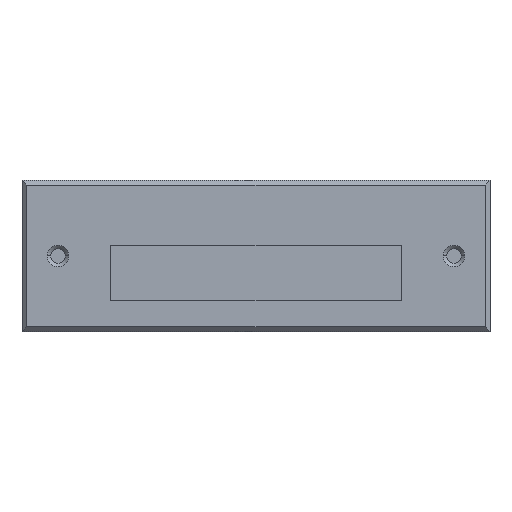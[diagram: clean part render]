
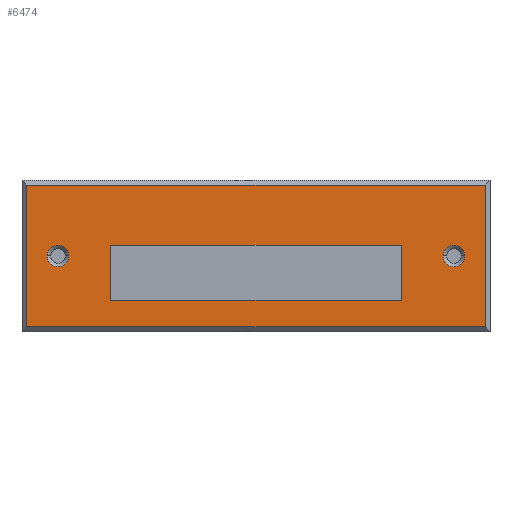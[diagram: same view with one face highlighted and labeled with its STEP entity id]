
A CAD part, top view. The second image highlights one B-rep face of the part: STEP entity #6474.
In plain terms, the highlighted planar face has unit normal (0, 0, 1).
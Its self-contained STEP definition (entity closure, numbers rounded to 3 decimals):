
#85 = CARTESIAN_POINT ( 'NONE',  ( -60.5, 4.5, 4. ) ) ;
#103 = CIRCLE ( 'NONE', #3803, 4.5 ) ;
#145 = CARTESIAN_POINT ( 'NONE',  ( 78., 0., 4. ) ) ;
#270 = VERTEX_POINT ( 'NONE', #145 ) ;
#332 = AXIS2_PLACEMENT_3D ( 'NONE', #9041, #492, #5470 ) ;
#333 = LINE ( 'NONE', #5600, #2030 ) ;
#466 = VERTEX_POINT ( 'NONE', #2798 ) ;
#480 = CARTESIAN_POINT ( 'NONE',  ( 0., -29.5, 4. ) ) ;
#492 = DIRECTION ( 'NONE',  ( 0., 0., -1. ) ) ;
#649 = VECTOR ( 'NONE', #7594, 1000. ) ;
#741 = CARTESIAN_POINT ( 'NONE',  ( 82.5, 0., 4. ) ) ;
#839 = ORIENTED_EDGE ( 'NONE', *, *, #2012, .F. ) ;
#1080 = VERTEX_POINT ( 'NONE', #1088 ) ;
#1088 = CARTESIAN_POINT ( 'NONE',  ( -78., 0., 4. ) ) ;
#1236 = CIRCLE ( 'NONE', #9255, 4.5 ) ;
#1374 = DIRECTION ( 'NONE',  ( 0., 0., -1. ) ) ;
#1468 = DIRECTION ( 'NONE',  ( -1., 0., 0. ) ) ;
#1470 = LINE ( 'NONE', #4318, #3248 ) ;
#1495 = DIRECTION ( 'NONE',  ( -1., 0., 0. ) ) ;
#1623 = ORIENTED_EDGE ( 'NONE', *, *, #5532, .T. ) ;
#1686 = LINE ( 'NONE', #3108, #5247 ) ;
#1767 = DIRECTION ( 'NONE',  ( 0., 1., 0. ) ) ;
#1883 = EDGE_CURVE ( 'NONE', #6247, #6830, #5325, .T. ) ;
#1915 = DIRECTION ( 'NONE',  ( 0., -1., 0. ) ) ;
#1935 = CARTESIAN_POINT ( 'NONE',  ( 82.5, 0., 4. ) ) ;
#2008 = VERTEX_POINT ( 'NONE', #7559 ) ;
#2012 = EDGE_CURVE ( 'NONE', #466, #6247, #2326, .T. ) ;
#2030 = VECTOR ( 'NONE', #2745, 1000. ) ;
#2148 = FACE_BOUND ( 'NONE', #8658, .T. ) ;
#2216 = CARTESIAN_POINT ( 'NONE',  ( 95.5, 29.5, 4. ) ) ;
#2245 = VECTOR ( 'NONE', #7603, 1000. ) ;
#2326 = LINE ( 'NONE', #2637, #649 ) ;
#2337 = AXIS2_PLACEMENT_3D ( 'NONE', #4183, #9172, #4896 ) ;
#2494 = CARTESIAN_POINT ( 'NONE',  ( 60.5, -18.5, 4. ) ) ;
#2621 = LINE ( 'NONE', #7843, #6167 ) ;
#2637 = CARTESIAN_POINT ( 'NONE',  ( -60.5, 4.5, 4. ) ) ;
#2649 = DIRECTION ( 'NONE',  ( -1., 0., 0. ) ) ;
#2745 = DIRECTION ( 'NONE',  ( 0., 1., 0. ) ) ;
#2791 = VERTEX_POINT ( 'NONE', #3259 ) ;
#2798 = CARTESIAN_POINT ( 'NONE',  ( 60.5, 4.5, 4. ) ) ;
#2873 = AXIS2_PLACEMENT_3D ( 'NONE', #741, #5730, #1468 ) ;
#3048 = CARTESIAN_POINT ( 'NONE',  ( 87., 0., 4. ) ) ;
#3108 = CARTESIAN_POINT ( 'NONE',  ( -95.5, 0., 4. ) ) ;
#3248 = VECTOR ( 'NONE', #1495, 1000. ) ;
#3259 = CARTESIAN_POINT ( 'NONE',  ( -95.5, 29.5, 4. ) ) ;
#3357 = FACE_BOUND ( 'NONE', #7494, .T. ) ;
#3527 = ORIENTED_EDGE ( 'NONE', *, *, #7105, .T. ) ;
#3554 = EDGE_LOOP ( 'NONE', ( #5938, #8386, #839, #6779 ) ) ;
#3583 = VECTOR ( 'NONE', #1767, 1000. ) ;
#3623 = EDGE_CURVE ( 'NONE', #6830, #2008, #2621, .T. ) ;
#3759 = CARTESIAN_POINT ( 'NONE',  ( -60.5, -18.5, 4. ) ) ;
#3798 = VERTEX_POINT ( 'NONE', #3048 ) ;
#3803 = AXIS2_PLACEMENT_3D ( 'NONE', #5629, #1374, #6349 ) ;
#3987 = ORIENTED_EDGE ( 'NONE', *, *, #4458, .T. ) ;
#4034 = CARTESIAN_POINT ( 'NONE',  ( -60.5, -18.5, 4. ) ) ;
#4183 = CARTESIAN_POINT ( 'NONE',  ( -82.5, 0., 4. ) ) ;
#4318 = CARTESIAN_POINT ( 'NONE',  ( 0., 29.5, 4. ) ) ;
#4346 = LINE ( 'NONE', #480, #2245 ) ;
#4359 = VERTEX_POINT ( 'NONE', #4445 ) ;
#4361 = EDGE_LOOP ( 'NONE', ( #1623, #7298, #5043, #3987 ) ) ;
#4445 = CARTESIAN_POINT ( 'NONE',  ( -87., 0., 4. ) ) ;
#4458 = EDGE_CURVE ( 'NONE', #2791, #4474, #1686, .T. ) ;
#4474 = VERTEX_POINT ( 'NONE', #8849 ) ;
#4562 = DIRECTION ( 'NONE',  ( 0., -1., 0. ) ) ;
#4826 = VERTEX_POINT ( 'NONE', #5038 ) ;
#4827 = EDGE_CURVE ( 'NONE', #4843, #2791, #1470, .T. ) ;
#4843 = VERTEX_POINT ( 'NONE', #2216 ) ;
#4896 = DIRECTION ( 'NONE',  ( -1., 0., 0. ) ) ;
#5038 = CARTESIAN_POINT ( 'NONE',  ( 95.5, -29.5, 4. ) ) ;
#5043 = ORIENTED_EDGE ( 'NONE', *, *, #4827, .T. ) ;
#5079 = EDGE_CURVE ( 'NONE', #270, #3798, #1236, .T. ) ;
#5116 = VECTOR ( 'NONE', #1915, 1000. ) ;
#5184 = EDGE_CURVE ( 'NONE', #4826, #4843, #333, .T. ) ;
#5193 = EDGE_CURVE ( 'NONE', #4359, #1080, #103, .T. ) ;
#5244 = FACE_OUTER_BOUND ( 'NONE', #4361, .T. ) ;
#5247 = VECTOR ( 'NONE', #4562, 1000. ) ;
#5259 = ORIENTED_EDGE ( 'NONE', *, *, #5193, .T. ) ;
#5325 = LINE ( 'NONE', #4034, #5116 ) ;
#5404 = EDGE_CURVE ( 'NONE', #2008, #466, #9285, .T. ) ;
#5470 = DIRECTION ( 'NONE',  ( -1., 0., 0. ) ) ;
#5532 = EDGE_CURVE ( 'NONE', #4474, #4826, #4346, .T. ) ;
#5600 = CARTESIAN_POINT ( 'NONE',  ( 95.5, 0., 4. ) ) ;
#5629 = CARTESIAN_POINT ( 'NONE',  ( -82.5, 0., 4. ) ) ;
#5730 = DIRECTION ( 'NONE',  ( 0., 0., -1. ) ) ;
#5758 = CIRCLE ( 'NONE', #2337, 4.5 ) ;
#5938 = ORIENTED_EDGE ( 'NONE', *, *, #3623, .F. ) ;
#6167 = VECTOR ( 'NONE', #8570, 1000. ) ;
#6247 = VERTEX_POINT ( 'NONE', #85 ) ;
#6349 = DIRECTION ( 'NONE',  ( -1., 0., 0. ) ) ;
#6474 = ADVANCED_FACE ( 'NONE', ( #9046, #5244, #2148, #3357 ), #8316, .F. ) ;
#6779 = ORIENTED_EDGE ( 'NONE', *, *, #5404, .F. ) ;
#6830 = VERTEX_POINT ( 'NONE', #3759 ) ;
#6891 = DIRECTION ( 'NONE',  ( 0., 0., -1. ) ) ;
#7105 = EDGE_CURVE ( 'NONE', #3798, #270, #7213, .T. ) ;
#7213 = CIRCLE ( 'NONE', #2873, 4.5 ) ;
#7298 = ORIENTED_EDGE ( 'NONE', *, *, #5184, .T. ) ;
#7494 = EDGE_LOOP ( 'NONE', ( #8471, #5259 ) ) ;
#7559 = CARTESIAN_POINT ( 'NONE',  ( 60.5, -18.5, 4. ) ) ;
#7594 = DIRECTION ( 'NONE',  ( -1., 0., 0. ) ) ;
#7603 = DIRECTION ( 'NONE',  ( 1., 0., 0. ) ) ;
#7728 = ORIENTED_EDGE ( 'NONE', *, *, #5079, .T. ) ;
#7811 = EDGE_CURVE ( 'NONE', #1080, #4359, #5758, .T. ) ;
#7843 = CARTESIAN_POINT ( 'NONE',  ( -60.5, -18.5, 4. ) ) ;
#8316 = PLANE ( 'NONE',  #332 ) ;
#8386 = ORIENTED_EDGE ( 'NONE', *, *, #1883, .F. ) ;
#8471 = ORIENTED_EDGE ( 'NONE', *, *, #7811, .T. ) ;
#8570 = DIRECTION ( 'NONE',  ( 1., 0., 0. ) ) ;
#8658 = EDGE_LOOP ( 'NONE', ( #3527, #7728 ) ) ;
#8849 = CARTESIAN_POINT ( 'NONE',  ( -95.5, -29.5, 4. ) ) ;
#9041 = CARTESIAN_POINT ( 'NONE',  ( 0., 0., 4. ) ) ;
#9046 = FACE_BOUND ( 'NONE', #3554, .T. ) ;
#9172 = DIRECTION ( 'NONE',  ( 0., 0., -1. ) ) ;
#9255 = AXIS2_PLACEMENT_3D ( 'NONE', #1935, #6891, #2649 ) ;
#9285 = LINE ( 'NONE', #2494, #3583 ) ;
